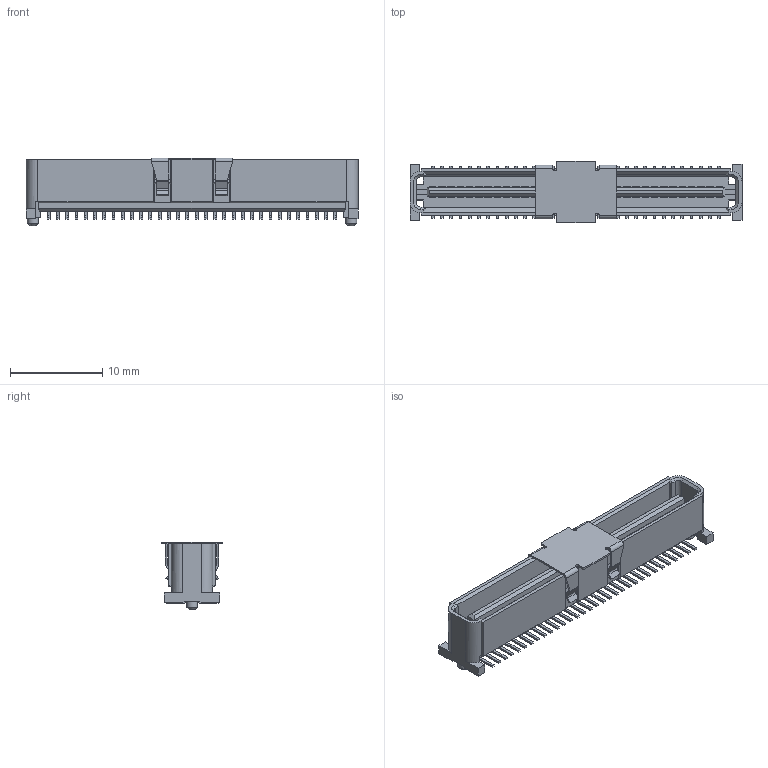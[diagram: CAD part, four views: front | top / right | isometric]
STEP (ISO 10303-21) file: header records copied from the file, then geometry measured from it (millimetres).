
FILE_DESCRIPTION(/* description */ ('Unknown'),/* implementation_level */ '2;1');
FILE_NAME(/* name */ '658156303064',/* time_stamp */ '2017-11-03T14:14:35+01:00',/* author */ ('Unknown'),/* organization */ ('Unknown'),/* preprocessor_version */ 'ST-DEVELOPER v16.7',/* originating_system */ 'DEX',/* authorisation */ $);
FILE_SCHEMA (('AUTOMOTIVE_DESIGN {1 0 10303 214 3 1 1}'));
Length unit declared in the file: millimetre
Products named in the file (4): 658156303064; 658156303064_Housing; 658156303064_Pin; 65815xx03064_Cap
Assembly tree (66 placements, depth 2):
  658156303064
    658156303064_Housing
    658156303064_Pin  x64
    65815xx03064_Cap
Bounding box: 35.9 x 6.6 x 7.35 mm (x, y, z)
Volume: 534.4 mm3; surface area: 2431 mm2
Topology: 66 solids, 66 shells, 3582 faces, 9722 edges, 6203 vertices
Faces by surface type: plane 3014, cylinder 562, cone 6
Full cylindrical faces by diameter (mm): 1.2 x2
Entity records: 46784 total; most frequent: CARTESIAN_POINT 8228, ORIENTED_EDGE 8220, DIRECTION 7380, EDGE_CURVE 4110, LINE 3980, VECTOR 3980, VERTEX_POINT 2548, AXIS2_PLACEMENT_3D 1700
